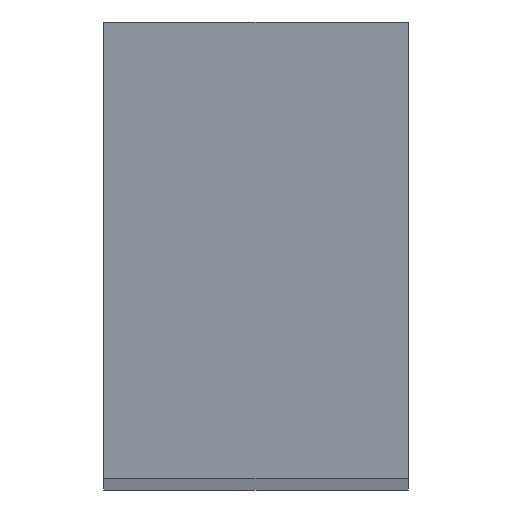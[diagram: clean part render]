
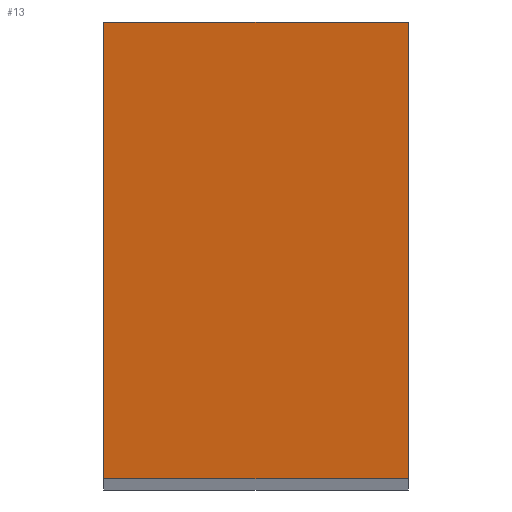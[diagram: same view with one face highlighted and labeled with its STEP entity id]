
A CAD part, top view. The second image highlights one B-rep face of the part: STEP entity #13.
In plain terms, the highlighted planar face has unit normal (0, -0.112, 0.994).
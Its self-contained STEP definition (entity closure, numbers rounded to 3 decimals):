
#3 = CARTESIAN_POINT ( 'NONE',  ( -20., 30., 849. ) ) ;
#7 = ORIENTED_EDGE ( 'NONE', *, *, #63, .T. ) ;
#13 = ADVANCED_FACE ( 'NONE', ( #192 ), #87, .T. ) ;
#15 = CARTESIAN_POINT ( 'NONE',  ( -20., -30., 842.27 ) ) ;
#20 = VECTOR ( 'NONE', #82, 1000. ) ;
#24 = DIRECTION ( 'NONE',  ( 0., -0.994, -0.111 ) ) ;
#26 = CARTESIAN_POINT ( 'NONE',  ( 20., 30., 849. ) ) ;
#27 = VECTOR ( 'NONE', #106, 1000. ) ;
#31 = EDGE_CURVE ( 'NONE', #145, #172, #169, .T. ) ;
#37 = ORIENTED_EDGE ( 'NONE', *, *, #83, .T. ) ;
#63 = EDGE_CURVE ( 'NONE', #172, #65, #142, .T. ) ;
#64 = VERTEX_POINT ( 'NONE', #101 ) ;
#65 = VERTEX_POINT ( 'NONE', #88 ) ;
#82 = DIRECTION ( 'NONE',  ( 0., -0.994, -0.111 ) ) ;
#83 = EDGE_CURVE ( 'NONE', #65, #64, #116, .T. ) ;
#87 = PLANE ( 'NONE',  #201 ) ;
#88 = CARTESIAN_POINT ( 'NONE',  ( -20., 30., 849. ) ) ;
#100 = DIRECTION ( 'NONE',  ( -1., 0., 0. ) ) ;
#101 = CARTESIAN_POINT ( 'NONE',  ( -20., -30., 842.27 ) ) ;
#105 = CARTESIAN_POINT ( 'NONE',  ( -20., 30., 849. ) ) ;
#106 = DIRECTION ( 'NONE',  ( 1., 0., 0. ) ) ;
#109 = VECTOR ( 'NONE', #100, 1000. ) ;
#113 = CARTESIAN_POINT ( 'NONE',  ( 20., -30., 842.27 ) ) ;
#114 = ORIENTED_EDGE ( 'NONE', *, *, #140, .T. ) ;
#116 = LINE ( 'NONE', #105, #20 ) ;
#140 = EDGE_CURVE ( 'NONE', #64, #145, #200, .T. ) ;
#142 = LINE ( 'NONE', #3, #109 ) ;
#145 = VERTEX_POINT ( 'NONE', #113 ) ;
#146 = ORIENTED_EDGE ( 'NONE', *, *, #31, .T. ) ;
#147 = EDGE_LOOP ( 'NONE', ( #146, #7, #37, #114 ) ) ;
#161 = CARTESIAN_POINT ( 'NONE',  ( -20., 30., 849. ) ) ;
#163 = VECTOR ( 'NONE', #188, 1000. ) ;
#169 = LINE ( 'NONE', #26, #163 ) ;
#172 = VERTEX_POINT ( 'NONE', #180 ) ;
#180 = CARTESIAN_POINT ( 'NONE',  ( 20., 30., 849. ) ) ;
#188 = DIRECTION ( 'NONE',  ( 0., 0.994, 0.111 ) ) ;
#190 = DIRECTION ( 'NONE',  ( 0., -0.111, 0.994 ) ) ;
#192 = FACE_OUTER_BOUND ( 'NONE', #147, .T. ) ;
#200 = LINE ( 'NONE', #15, #27 ) ;
#201 = AXIS2_PLACEMENT_3D ( 'NONE', #161, #190, #24 ) ;
